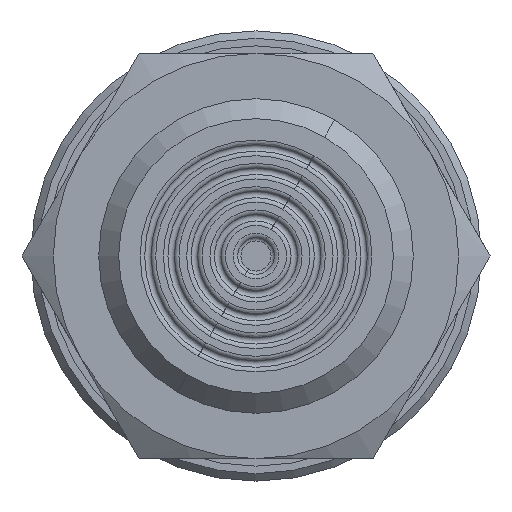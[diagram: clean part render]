
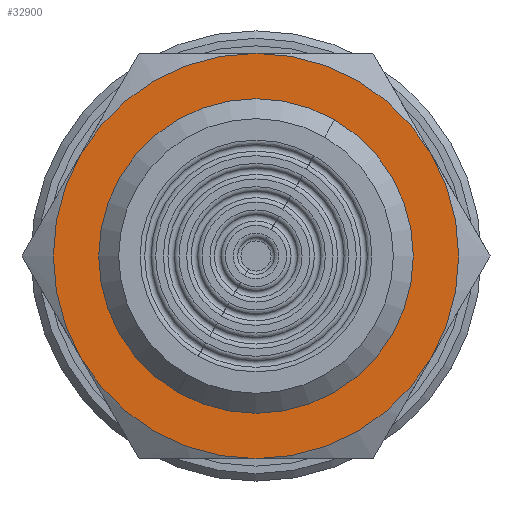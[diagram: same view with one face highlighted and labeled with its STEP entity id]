
A CAD part, left-side view. The second image highlights one B-rep face of the part: STEP entity #32900.
In plain terms, the highlighted face is planar.
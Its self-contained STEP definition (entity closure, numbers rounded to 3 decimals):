
#18680=CARTESIAN_POINT('',(-11.691,77.5,6.75));
#18690=VERTEX_POINT('',#18680);
#19500=CARTESIAN_POINT('',(-11.691,77.5,-6.75));
#19510=VERTEX_POINT('',#19500);
#19740=CARTESIAN_POINT('',(0.,77.5,-13.5));
#19750=VERTEX_POINT('',#19740);
#19780=CARTESIAN_POINT('',(0.,77.5,0.));
#19790=DIRECTION('',(0.,-1.,0.));
#19800=DIRECTION('',(-0.866,-0.,-0.5));
#19810=AXIS2_PLACEMENT_3D('',#19780,#19790,#19800);
#19820=CIRCLE('',#19810,13.5);
#19830=EDGE_CURVE('',#19510,#19750,#19820,.T.);
#21010=CARTESIAN_POINT('',(0.,77.5,13.5));
#21020=VERTEX_POINT('',#21010);
#21590=EDGE_CURVE('',#21020,#18690,#19820,.T.);
#21790=CARTESIAN_POINT('',(11.691,77.5,6.75));
#21800=VERTEX_POINT('',#21790);
#21840=EDGE_CURVE('',#21800,#21020,#19820,.T.);
#22860=CARTESIAN_POINT('',(11.691,77.5,-6.75));
#22870=VERTEX_POINT('',#22860);
#23410=EDGE_CURVE('',#22870,#21800,#19820,.T.);
#23640=EDGE_CURVE('',#19750,#22870,#19820,.T.);
#28140=EDGE_CURVE('',#18690,#19510,#19820,.T.);
#32620=CARTESIAN_POINT('',(5.913,77.5,-10.241));
#32630=DIRECTION('',(-0.,-1.,0.));
#32640=DIRECTION('',(-0.5,0.,0.866));
#32650=AXIS2_PLACEMENT_3D('',#32620,#32630,#32640);
#32660=PLANE('',#32650);
#32670=ORIENTED_EDGE('',*,*,#23640,.F.);
#32680=ORIENTED_EDGE('',*,*,#23410,.F.);
#32690=ORIENTED_EDGE('',*,*,#21840,.F.);
#32700=ORIENTED_EDGE('',*,*,#21590,.F.);
#32710=ORIENTED_EDGE('',*,*,#28140,.F.);
#32720=ORIENTED_EDGE('',*,*,#19830,.F.);
#32730=EDGE_LOOP('',(#32720,#32710,#32700,#32690,#32680,#32670));
#32740=FACE_OUTER_BOUND('',#32730,.T.);
#32750=CARTESIAN_POINT('',(0.,77.5,0.));
#32760=DIRECTION('',(0.,-1.,0.));
#32770=DIRECTION('',(-0.5,0.,0.866));
#32780=AXIS2_PLACEMENT_3D('',#32750,#32760,#32770);
#32790=CIRCLE('',#32780,9.15);
#32800=CARTESIAN_POINT('',(4.575,77.5,-7.924));
#32810=VERTEX_POINT('',#32800);
#32820=CARTESIAN_POINT('',(-4.575,77.5,7.924));
#32830=VERTEX_POINT('',#32820);
#32840=EDGE_CURVE('',#32810,#32830,#32790,.T.);
#32850=ORIENTED_EDGE('',*,*,#32840,.T.);
#32860=EDGE_CURVE('',#32830,#32810,#32790,.T.);
#32870=ORIENTED_EDGE('',*,*,#32860,.T.);
#32880=EDGE_LOOP('',(#32870,#32850));
#32890=FACE_BOUND('',#32880,.T.);
#32900=ADVANCED_FACE('',(#32740,#32890),#32660,.F.);
